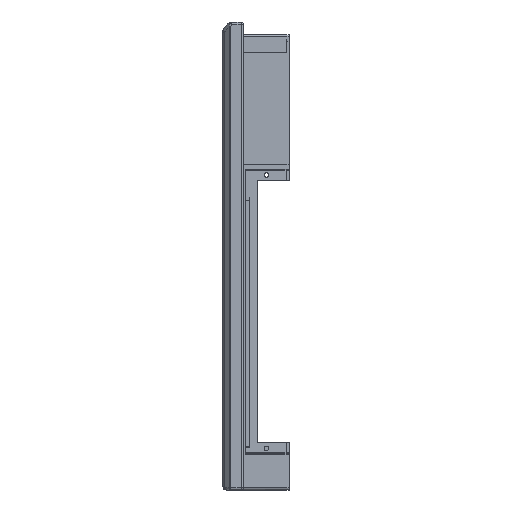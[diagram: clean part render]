
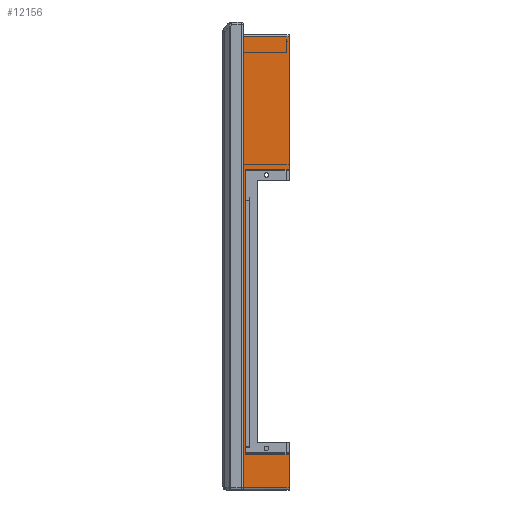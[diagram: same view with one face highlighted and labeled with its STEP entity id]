
A CAD part, left-side view. The second image highlights one B-rep face of the part: STEP entity #12156.
In plain terms, the highlighted planar face has unit normal (-1, 0, 0).
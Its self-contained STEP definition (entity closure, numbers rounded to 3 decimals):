
#1651=FACE_OUTER_BOUND('',#2374,.T.);
#2374=EDGE_LOOP('',(#10919,#10920,#10921,#10922,#10923,#10924,#10925,#10926));
#3198=LINE('',#19793,#4311);
#3240=LINE('',#20142,#4353);
#3256=LINE('',#20197,#4369);
#3546=LINE('',#21136,#4659);
#3551=LINE('',#21145,#4664);
#3552=LINE('',#21147,#4665);
#3553=LINE('',#21149,#4666);
#3554=LINE('',#21150,#4667);
#4311=VECTOR('',#15837,10.);
#4353=VECTOR('',#16003,10.);
#4369=VECTOR('',#16061,10.);
#4659=VECTOR('',#16985,10.);
#4664=VECTOR('',#16998,10.);
#4665=VECTOR('',#17001,10.);
#4666=VECTOR('',#17002,10.);
#4667=VECTOR('',#17003,10.);
#5540=VERTEX_POINT('',#19790);
#5541=VERTEX_POINT('',#19792);
#5586=VERTEX_POINT('',#20139);
#5587=VERTEX_POINT('',#20141);
#5605=VERTEX_POINT('',#20195);
#5857=VERTEX_POINT('',#21133);
#5858=VERTEX_POINT('',#21135);
#5859=VERTEX_POINT('',#21148);
#7051=EDGE_CURVE('',#5541,#5540,#3198,.T.);
#7132=EDGE_CURVE('',#5586,#5587,#3240,.T.);
#7160=EDGE_CURVE('',#5586,#5605,#3256,.T.);
#7590=EDGE_CURVE('',#5857,#5858,#3546,.T.);
#7596=EDGE_CURVE('',#5858,#5540,#3551,.T.);
#7597=EDGE_CURVE('',#5587,#5857,#3552,.T.);
#7598=EDGE_CURVE('',#5605,#5859,#3553,.T.);
#7599=EDGE_CURVE('',#5859,#5541,#3554,.T.);
#10919=ORIENTED_EDGE('',*,*,#7596,.F.);
#10920=ORIENTED_EDGE('',*,*,#7590,.F.);
#10921=ORIENTED_EDGE('',*,*,#7597,.F.);
#10922=ORIENTED_EDGE('',*,*,#7132,.F.);
#10923=ORIENTED_EDGE('',*,*,#7160,.T.);
#10924=ORIENTED_EDGE('',*,*,#7598,.T.);
#10925=ORIENTED_EDGE('',*,*,#7599,.T.);
#10926=ORIENTED_EDGE('',*,*,#7051,.T.);
#11539=PLANE('',#13438);
#12156=ADVANCED_FACE('',(#1651),#11539,.F.);
#13438=AXIS2_PLACEMENT_3D('',#21146,#16999,#17000);
#15837=DIRECTION('',(0.,0.,1.));
#16003=DIRECTION('',(0.,0.,-1.));
#16061=DIRECTION('',(0.,1.,0.));
#16985=DIRECTION('',(0.,0.,1.));
#16998=DIRECTION('',(0.,-1.,0.));
#16999=DIRECTION('center_axis',(1.,0.,0.));
#17000=DIRECTION('ref_axis',(0.,0.,-1.));
#17001=DIRECTION('',(0.,1.,0.));
#17002=DIRECTION('',(0.,0.,1.));
#17003=DIRECTION('',(0.,-1.,0.));
#19790=CARTESIAN_POINT('',(-163.037,-125.988,203.03));
#19792=CARTESIAN_POINT('',(-163.037,-125.988,144.827));
#19793=CARTESIAN_POINT('',(-163.037,-125.988,203.03));
#20139=CARTESIAN_POINT('',(-163.037,-125.988,19.796));
#20141=CARTESIAN_POINT('',(-163.037,-125.988,5.01));
#20142=CARTESIAN_POINT('',(-163.037,-125.988,101.765));
#20195=CARTESIAN_POINT('',(-163.037,-106.988,19.796));
#20197=CARTESIAN_POINT('',(-163.037,-124.488,19.796));
#21133=CARTESIAN_POINT('',(-163.037,-105.988,5.01));
#21135=CARTESIAN_POINT('',(-163.037,-105.988,203.03));
#21136=CARTESIAN_POINT('',(-163.037,-105.988,94.764));
#21145=CARTESIAN_POINT('',(-163.037,-126.988,203.03));
#21146=CARTESIAN_POINT('Origin',(-163.037,-126.988,203.53));
#21147=CARTESIAN_POINT('',(-163.037,-117.988,5.01));
#21148=CARTESIAN_POINT('',(-163.037,-106.988,144.827));
#21149=CARTESIAN_POINT('',(-163.037,-106.988,19.796));
#21150=CARTESIAN_POINT('',(-163.037,-115.488,144.827));
